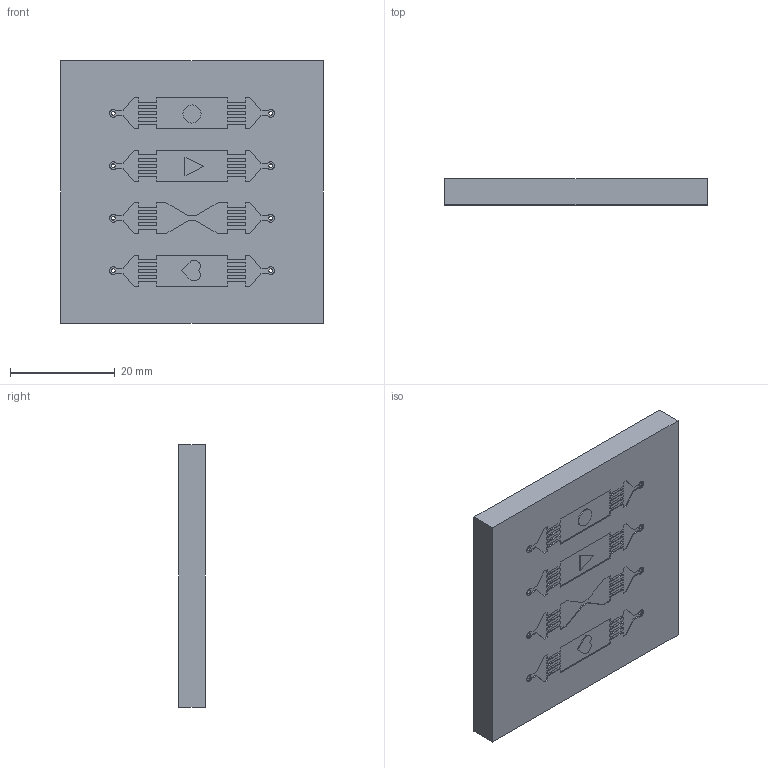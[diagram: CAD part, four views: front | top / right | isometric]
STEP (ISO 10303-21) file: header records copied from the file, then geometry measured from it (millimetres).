
FILE_DESCRIPTION(/* description */ (''),/* implementation_level */ '2;1');
FILE_NAME(/* name */ 'Flow-Analysis.step',/* time_stamp */ '2018-10-08T09:40:56+02:00',/* author */ ('Rodrigo HC'),/* organization */ (''),/* preprocessor_version */ 'ST-DEVELOPER v16.1',/* originating_system */ 'Autodesk Inventor 2016',/* authorisation */ '');
FILE_SCHEMA (('AUTOMOTIVE_DESIGN { 1 0 10303 214 3 1 1 }'));
Length unit declared in the file: millimetre
Products named in the file (1): Flow-Analysis
Bounding box: 50 x 5 x 50 mm (x, y, z)
Volume: 12395.5 mm3; surface area: 6186.1 mm2
Topology: 1 solids, 1 shells, 269 faces, 708 edges, 472 vertices
Faces by surface type: plane 250, cylinder 19
Full cylindrical faces by diameter (mm): 0.7 x8, 3.473 x1
Entity records: 8171 total; most frequent: CARTESIAN_POINT 1441, ORIENTED_EDGE 1398, DIRECTION 1277, EDGE_CURVE 699, LINE 661, VECTOR 661, VERTEX_POINT 472, EDGE_LOOP 325
